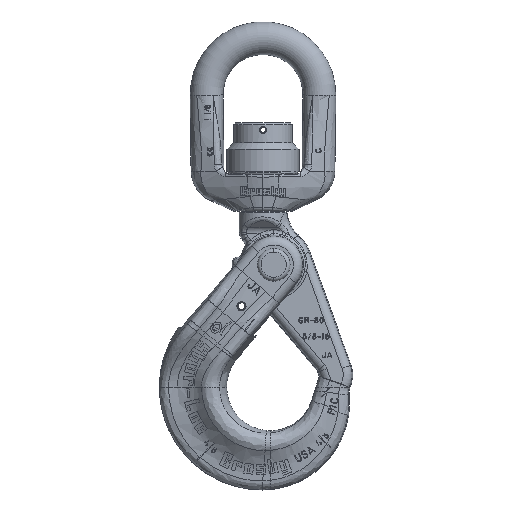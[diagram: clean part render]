
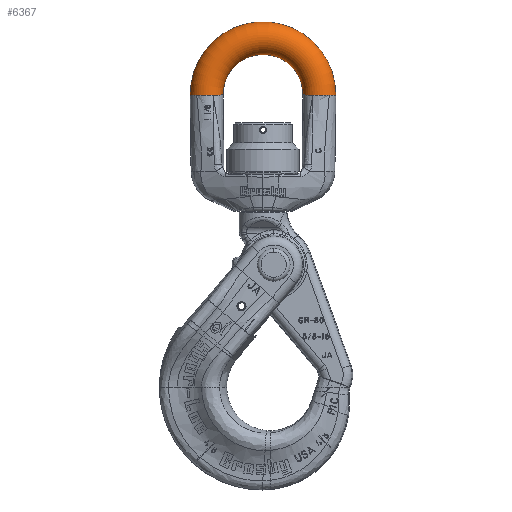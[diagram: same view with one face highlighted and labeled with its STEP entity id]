
A CAD part, top view. The second image highlights one B-rep face of the part: STEP entity #6367.
In plain terms, the highlighted toroidal (fillet/blend) face has major radius 49.276 mm and minor radius 14.351 mm.
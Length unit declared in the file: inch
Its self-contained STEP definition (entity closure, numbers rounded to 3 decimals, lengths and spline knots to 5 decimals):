
#14=CARTESIAN_POINT('',(-1.93987,-1.39713,0.));
#15=DIRECTION('',(0.011,-1.,0.));
#16=DIRECTION('',(0.4,0.005,0.916));
#17=AXIS2_PLACEMENT_3D('',#14,#15,#16);
#902=CARTESIAN_POINT('',(-1.93987,-1.39713,0.));
#903=DIRECTION('',(0.011,-1.,0.));
#904=DIRECTION('',(1.,0.011,0.));
#905=AXIS2_PLACEMENT_3D('',#902,#903,#904);
#915=CARTESIAN_POINT('',(1.93987,-1.39713,0.));
#916=DIRECTION('',(0.011,1.,0.));
#917=DIRECTION('',(-1.,0.011,0.));
#918=AXIS2_PLACEMENT_3D('',#915,#916,#917);
#1055=CARTESIAN_POINT('',(1.71365,-1.39455,
0.51773));
#1056=CARTESIAN_POINT('',(1.72869,-1.39478,
0.5243));
#1057=CARTESIAN_POINT('',(1.75942,-1.39524,
0.53618));
#1058=CARTESIAN_POINT('',(1.80751,-1.39547,
0.55003));
#1059=CARTESIAN_POINT('',(1.85643,-1.39612,
0.55954));
#1060=CARTESIAN_POINT('',(1.90611,-1.39711,
0.56472));
#1061=CARTESIAN_POINT('',(1.9558,-1.39733,
0.5655));
#1062=CARTESIAN_POINT('',(2.00524,-1.39779,
0.56194));
#1063=CARTESIAN_POINT('',(2.05454,-1.39876,
0.55399));
#1064=CARTESIAN_POINT('',(2.10303,-1.39908,
0.54169));
#1065=CARTESIAN_POINT('',(2.14994,-1.39945,
0.52527));
#1066=CARTESIAN_POINT('',(2.19532,-1.40026,
0.50477));
#1067=CARTESIAN_POINT('',(2.23901,-1.40064,
0.48017));
#1068=CARTESIAN_POINT('',(2.26645,-1.40083,
0.46134));
#1069=CARTESIAN_POINT('',(2.27972,-1.40101,
0.45135));
#2215=CARTESIAN_POINT('',(2.50484,-1.40358,0.));
#2223=CARTESIAN_POINT('',(2.27972,-1.40101,
0.45135));
#2224=CARTESIAN_POINT('',(2.29361,-1.40119,
0.44089));
#2225=CARTESIAN_POINT('',(2.32045,-1.4015,
0.41867));
#2226=CARTESIAN_POINT('',(2.35755,-1.40187,
0.38166));
#2227=CARTESIAN_POINT('',(2.39103,-1.4023,
0.34142));
#2228=CARTESIAN_POINT('',(2.42069,-1.40261,
0.29821));
#2229=CARTESIAN_POINT('',(2.44615,-1.40291,
0.25256));
#2230=CARTESIAN_POINT('',(2.4673,-1.40316,
0.20476));
#2231=CARTESIAN_POINT('',(2.48398,-1.40333,
0.15508));
#2232=CARTESIAN_POINT('',(2.49598,-1.40348,
0.10412));
#2233=CARTESIAN_POINT('',(2.50323,-1.40356,
0.05222));
#2234=CARTESIAN_POINT('',(2.50484,-1.40358,
0.0174));
#2235=CARTESIAN_POINT('',(2.50484,-1.40358,0.));
#2249=CARTESIAN_POINT('',(0.,-1.375,0.));
#2250=DIRECTION('',(0.,0.,1.));
#2251=DIRECTION('',(1.,-0.011,0.));
#2252=AXIS2_PLACEMENT_3D('',#2249,#2250,#2251);
#2254=CARTESIAN_POINT('',(0.,-1.375,0.));
#2255=DIRECTION('',(0.,0.,-1.));
#2256=DIRECTION('',(-1.,-0.011,0.));
#2257=AXIS2_PLACEMENT_3D('',#2254,#2255,#2256);
#2978=CARTESIAN_POINT('',(-1.93987,-1.39713,0.));
#2979=DIRECTION('',(0.011,-1.,0.));
#2980=DIRECTION('',(-0.601,-0.007,0.799));
#2981=AXIS2_PLACEMENT_3D('',#2978,#2979,#2980);
#5212=CARTESIAN_POINT('',(-1.71366,-1.39455,
0.51773));
#5213=CARTESIAN_POINT('',(-2.27971,-1.40101,
0.45135));
#5214=VERTEX_POINT('',#5212);
#5215=VERTEX_POINT('',#5213);
#5216=CARTESIAN_POINT('',(-1.37491,-1.39069,0.));
#5218=VERTEX_POINT('',#5216);
#5222=CARTESIAN_POINT('',(-2.50484,-1.40358,0.));
#5223=VERTEX_POINT('',#5222);
#5224=VERTEX_POINT('',#1055);
#5225=VERTEX_POINT('',#1069);
#5226=CARTESIAN_POINT('',(1.37491,-1.39069,0.));
#5228=VERTEX_POINT('',#5226);
#5231=VERTEX_POINT('',#2215);
#6346=CARTESIAN_POINT('',(0.,-1.375,0.));
#6347=DIRECTION('',(0.,0.,1.));
#6348=DIRECTION('',(-1.,0.011,0.));
#6349=AXIS2_PLACEMENT_3D('',#6346,#6347,#6348);
#6350=TOROIDAL_SURFACE('',#6349,1.94,0.565);
#6352=ORIENTED_EDGE('',*,*,#6351,.F.);
#6354=ORIENTED_EDGE('',*,*,#6353,.F.);
#6355=ORIENTED_EDGE('',*,*,#6339,.T.);
#6356=ORIENTED_EDGE('',*,*,#5691,.T.);
#6358=ORIENTED_EDGE('',*,*,#6357,.T.);
#6360=ORIENTED_EDGE('',*,*,#6359,.F.);
#6362=ORIENTED_EDGE('',*,*,#6361,.F.);
#6364=ORIENTED_EDGE('',*,*,#6363,.F.);
#6365=EDGE_LOOP('',(#6352,#6354,#6355,#6356,#6358,#6360,#6362,#6364));
#6366=FACE_OUTER_BOUND('',#6365,.F.);
#6367=ADVANCED_FACE('',(#6366),#6350,.T.);
#18=CIRCLE('',#17,0.565);
#906=CIRCLE('',#905,0.565);
#919=CIRCLE('',#918,0.565);
#1070=B_SPLINE_CURVE_WITH_KNOTS('',3,(#1055,#1056,#1057,#1058,#1059,#1060,#1061,
#1062,#1063,#1064,#1065,#1066,#1067,#1068,#1069),.UNSPECIFIED.,.F.,.F.,(4,1,1,1,
1,1,1,1,1,1,1,1,4),(0.,0.08333,0.16667,0.25,
0.33333,0.41667,0.5,0.58333,0.66667,
0.75,0.83333,0.91667,1.),.UNSPECIFIED.);
#2236=B_SPLINE_CURVE_WITH_KNOTS('',3,(#2223,#2224,#2225,#2226,#2227,#2228,#2229,
#2230,#2231,#2232,#2233,#2234,#2235),.UNSPECIFIED.,.F.,.F.,(4,1,1,1,1,1,1,1,1,1,
4),(0.,0.1,0.2,0.3,0.4,0.5,0.6,0.7,0.8,0.9,1.),
.UNSPECIFIED.);
#2253=CIRCLE('',#2252,2.505);
#2258=CIRCLE('',#2257,1.375);
#2982=CIRCLE('',#2981,0.565);
#5691=EDGE_CURVE('',#5214,#5215,#18,.T.);
#6339=EDGE_CURVE('',#5218,#5214,#906,.T.);
#6351=EDGE_CURVE('',#5228,#5224,#919,.T.);
#6353=EDGE_CURVE('',#5218,#5228,#2258,.T.);
#6357=EDGE_CURVE('',#5215,#5223,#2982,.T.);
#6359=EDGE_CURVE('',#5231,#5223,#2253,.T.);
#6361=EDGE_CURVE('',#5225,#5231,#2236,.T.);
#6363=EDGE_CURVE('',#5224,#5225,#1070,.T.);
